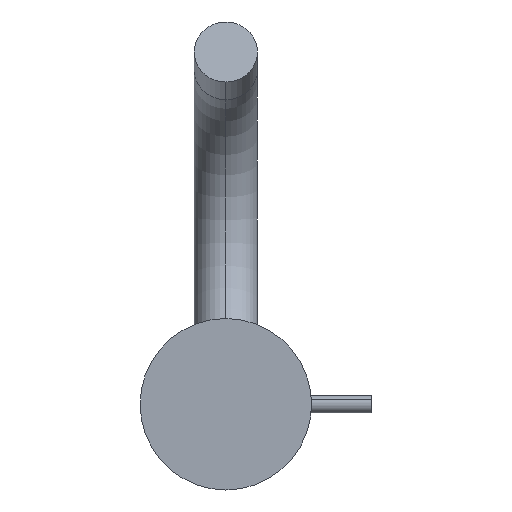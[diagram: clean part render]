
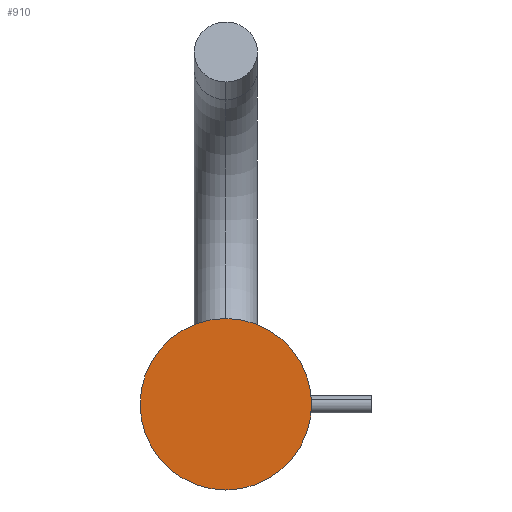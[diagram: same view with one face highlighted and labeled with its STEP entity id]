
A CAD part, front view. The second image highlights one B-rep face of the part: STEP entity #910.
In plain terms, the highlighted planar face has unit normal (0, -1, 0).
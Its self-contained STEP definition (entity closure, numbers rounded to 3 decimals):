
#10 = CARTESIAN_POINT ( 'NONE',  ( 0., -9.3, 30. ) ) ;
#47 = CARTESIAN_POINT ( 'NONE',  ( 0., -9.3, 0. ) ) ;
#60 = DIRECTION ( 'NONE',  ( 0., 1., 0. ) ) ;
#204 = CARTESIAN_POINT ( 'NONE',  ( 30., -9.3, 0. ) ) ;
#281 = CIRCLE ( 'NONE', #665, 30. ) ;
#288 = EDGE_CURVE ( 'NONE', #912, #691, #293, .T. ) ;
#293 = CIRCLE ( 'NONE', #651, 30. ) ;
#388 = CARTESIAN_POINT ( 'NONE',  ( 0., -9.3, -30. ) ) ;
#401 = AXIS2_PLACEMENT_3D ( 'NONE', #204, #598, #872 ) ;
#445 = PLANE ( 'NONE',  #401 ) ;
#483 = DIRECTION ( 'NONE',  ( 0., 1., 0. ) ) ;
#598 = DIRECTION ( 'NONE',  ( 0., 1., 0. ) ) ;
#605 = ORIENTED_EDGE ( 'NONE', *, *, #838, .F. ) ;
#651 = AXIS2_PLACEMENT_3D ( 'NONE', #47, #60, #712 ) ;
#665 = AXIS2_PLACEMENT_3D ( 'NONE', #914, #483, #786 ) ;
#680 = FACE_OUTER_BOUND ( 'NONE', #734, .T. ) ;
#691 = VERTEX_POINT ( 'NONE', #388 ) ;
#712 = DIRECTION ( 'NONE',  ( 0., 0., 1. ) ) ;
#734 = EDGE_LOOP ( 'NONE', ( #891, #605 ) ) ;
#786 = DIRECTION ( 'NONE',  ( 0., 0., 1. ) ) ;
#838 = EDGE_CURVE ( 'NONE', #691, #912, #281, .T. ) ;
#872 = DIRECTION ( 'NONE',  ( 0., 0., 1. ) ) ;
#891 = ORIENTED_EDGE ( 'NONE', *, *, #288, .F. ) ;
#910 = ADVANCED_FACE ( 'NONE', ( #680 ), #445, .F. ) ;
#912 = VERTEX_POINT ( 'NONE', #10 ) ;
#914 = CARTESIAN_POINT ( 'NONE',  ( 0., -9.3, 0. ) ) ;
